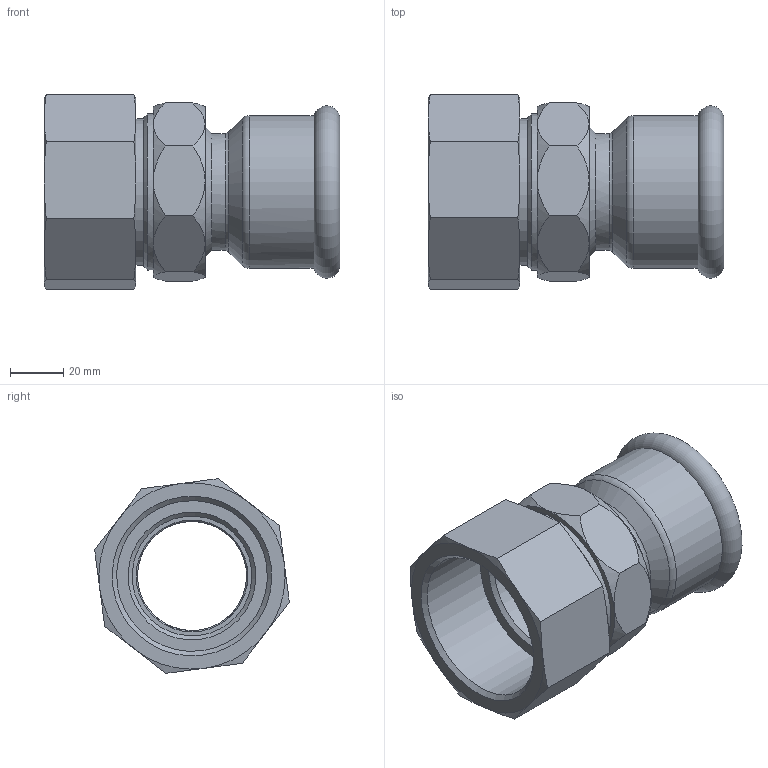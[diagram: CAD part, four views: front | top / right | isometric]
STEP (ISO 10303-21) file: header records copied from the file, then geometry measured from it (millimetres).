
FILE_DESCRIPTION(/* description */ ('BOCCHETTONE SEDE PIANA FILETTATO FEMMINA 2"X54 INOX'),/* implementation_level */ '2;1');
FILE_NAME(/* name */ '184054003I_Inoxpres.stp',/* time_stamp */ '2022-10-11T14:15:51+02:00',/* author */ ('Vault'),/* organization */ ('Raccorderie metalliche s.p.a. '),/* preprocessor_version */ 'ST-DEVELOPER v18.1',/* originating_system */ 'Autodesk Inventor 2020',/* authorisation */ 'Raccorderie metalliche s.p.a. ');
FILE_SCHEMA (('AUTOMOTIVE_DESIGN { 1 0 10303 214 3 1 1 }'));
Length unit declared in the file: millimetre
Products named in the file (1): 184054003I_Inoxpres
Bounding box: 111.13 x 73.19 x 73.19 mm (x, y, z)
Volume: 117292.1 mm3; surface area: 51389.3 mm2
Topology: 1 solids, 2 shells, 107 faces, 281 edges, 185 vertices
Faces by surface type: cone 47, plane 27, cylinder 24, torus 9
Full cylindrical faces by diameter (mm): 41 x1, 42 x1, 44 x1, 45 x1, 50.6 x1, 51.5 x1, 54.5 x1, 54.7 x2, 55 x1, 56 x1, 56.3 x1, 56.656 x1, 57 x1, 57.5 x1, 58.7 x1
Entity records: 3364 total; most frequent: CARTESIAN_POINT 702, DIRECTION 595, ORIENTED_EDGE 562, EDGE_CURVE 281, AXIS2_PLACEMENT_3D 270, VERTEX_POINT 185, CIRCLE 162, EDGE_LOOP 118
